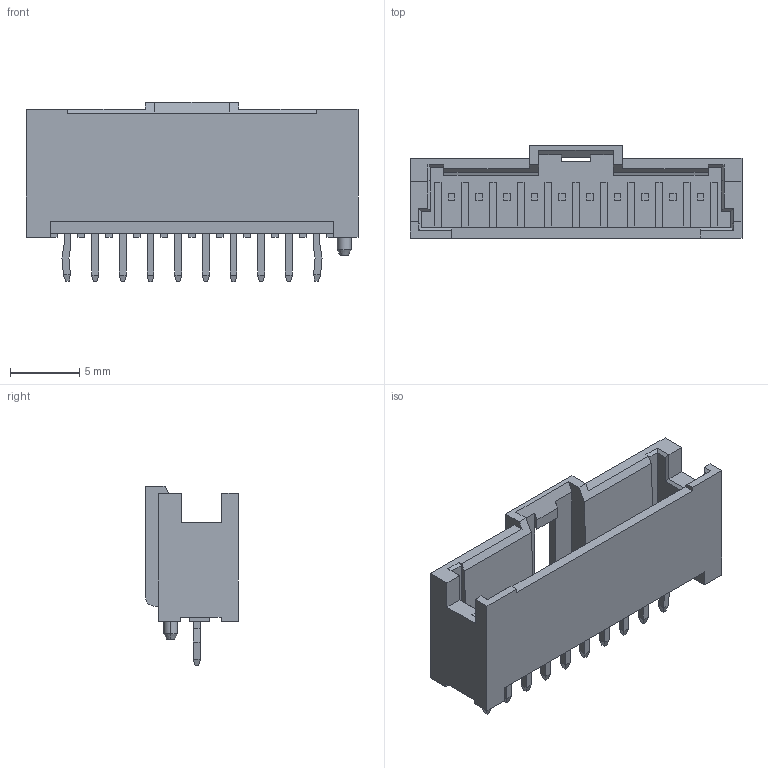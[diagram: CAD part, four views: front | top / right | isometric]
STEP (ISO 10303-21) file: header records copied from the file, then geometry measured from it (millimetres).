
FILE_DESCRIPTION((''),'2;1');
FILE_NAME('559321010','2017-07-17T',('ghp'),(''),'PRO/ENGINEER BY PARAMETRIC TECHNOLOGY CORPORATION, 2012310','PRO/ENGINEER BY PARAMETRIC TECHNOLOGY CORPORATION, 2012310','');
FILE_SCHEMA(('CONFIG_CONTROL_DESIGN'));
Length unit declared in the file: millimetre
Products named in the file (1): 559321010
Bounding box: 24 x 6.7 x 12.95 mm (x, y, z)
Volume: 597.7 mm3; surface area: 1383 mm2
Topology: 1 solids, 1 shells, 345 faces, 902 edges, 590 vertices
Faces by surface type: plane 339, cylinder 4, cone 2
Entity records: 10344 total; most frequent: CARTESIAN_POINT 1814, ORIENTED_EDGE 1758, DIRECTION 1626, EDGE_CURVE 879, VECTOR 870, LINE 870, VERTEX_POINT 566, AXIS2_PLACEMENT_3D 378
